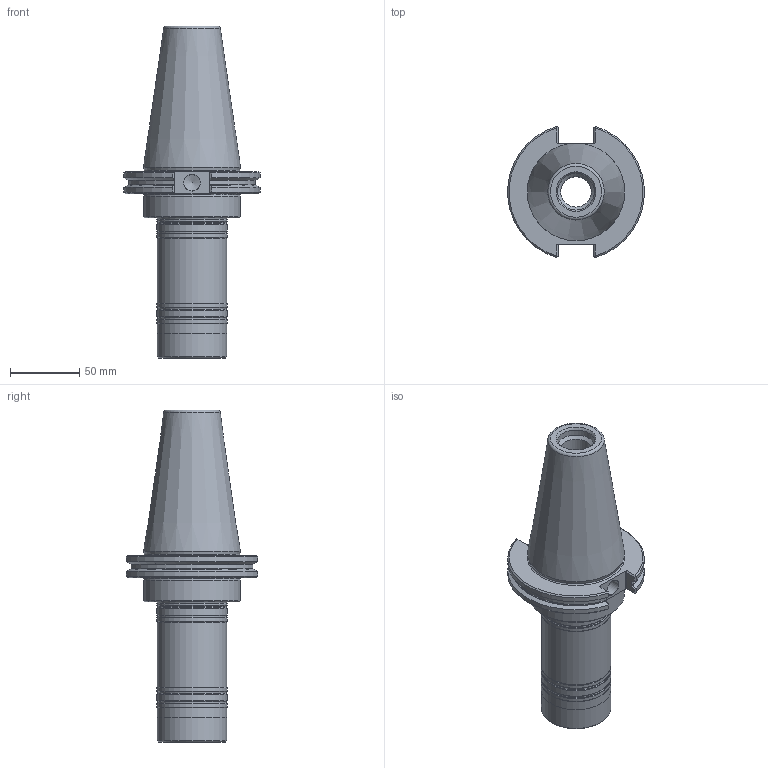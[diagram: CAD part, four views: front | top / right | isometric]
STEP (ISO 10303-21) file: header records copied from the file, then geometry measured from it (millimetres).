
FILE_DESCRIPTION(/* description */ (''),/* implementation_level */ '2;1');
FILE_NAME(/* name */ '435014071.stp',/* time_stamp */ '2021-01-08T12:39:31',/* author */ ('LRA'),/* organization */ ('REGO-FIX'),/* preprocessor_version */ ' Unknown',/* originating_system */ 'SIEMENS PLM Software Solid Edge ST10',/* authorization */ 'Unknown');
FILE_SCHEMA (('AUTOMOTIVE_DESIGN { 1 0 10303 214 2 1 1}'));
Length unit declared in the file: millimetre
Products named in the file (1): NOCUT
Bounding box: 98.08 x 94.39 x 239 mm (x, y, z)
Volume: 497269.5 mm3; surface area: 73911 mm2
Topology: 1 solids, 1 shells, 119 faces, 296 edges, 181 vertices
Faces by surface type: cylinder 34, cone 32, plane 31, torus 14, bspline 8
Full cylindrical faces by diameter (mm): 11.7 x1, 21.962 x1, 21.963 x2, 26.4 x1, 30.5 x1, 50 x3, 50.5 x6, 69.85 x1
Entity records: 4214 total; most frequent: CARTESIAN_POINT 855, DIRECTION 491, ORIENTED_EDGE 480, EDGE_CURVE 240, AXIS2_PLACEMENT_3D 209, VERTEX_POINT 176, FACE_BOUND 174, EDGE_LOOP 173
